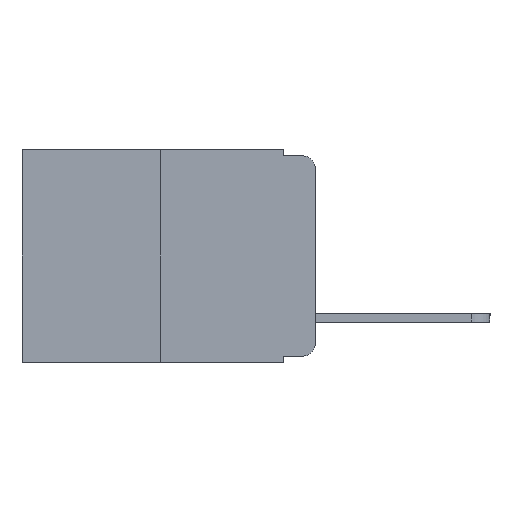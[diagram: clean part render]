
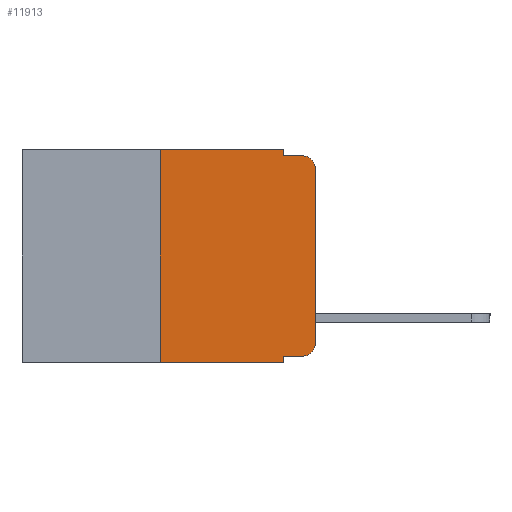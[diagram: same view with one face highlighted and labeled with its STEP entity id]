
A CAD part, left-side view. The second image highlights one B-rep face of the part: STEP entity #11913.
In plain terms, the highlighted planar face has unit normal (-1, 0, 0).
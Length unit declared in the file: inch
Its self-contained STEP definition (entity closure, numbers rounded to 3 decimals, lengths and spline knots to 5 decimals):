
#50 = LINE ( 'NONE', #438, #7906 ) ;
#81 = ORIENTED_EDGE ( 'NONE', *, *, #2604, .F. ) ;
#182 = PLANE ( 'NONE',  #12268 ) ;
#408 = ORIENTED_EDGE ( 'NONE', *, *, #5012, .T. ) ;
#438 = CARTESIAN_POINT ( 'NONE',  ( 0., 0.473, -0.343 ) ) ;
#801 = LINE ( 'NONE', #6501, #3712 ) ;
#808 = VECTOR ( 'NONE', #9903, 39.37008 ) ;
#906 = EDGE_LOOP ( 'NONE', ( #12065, #2082, #7332, #9848, #2395, #81, #2710, #7939, #10428, #408 ) ) ;
#934 = LINE ( 'NONE', #8298, #5872 ) ;
#1181 = CARTESIAN_POINT ( 'NONE',  ( 0., 0.25, 0. ) ) ;
#1193 = CARTESIAN_POINT ( 'NONE',  ( 0., 0.473, 0. ) ) ;
#1532 = VERTEX_POINT ( 'NONE', #11960 ) ;
#1716 = CIRCLE ( 'NONE', #3861, 0.02 ) ;
#2082 = ORIENTED_EDGE ( 'NONE', *, *, #12124, .T. ) ;
#2122 = CARTESIAN_POINT ( 'NONE',  ( 0., 0.051, 0. ) ) ;
#2152 = DIRECTION ( 'NONE',  ( 0., 0., -1. ) ) ;
#2395 = ORIENTED_EDGE ( 'NONE', *, *, #5652, .F. ) ;
#2526 = CARTESIAN_POINT ( 'NONE',  ( 0., 0.051, -0.333 ) ) ;
#2604 = EDGE_CURVE ( 'NONE', #8776, #9896, #4722, .T. ) ;
#2710 = ORIENTED_EDGE ( 'NONE', *, *, #10265, .T. ) ;
#3076 = DIRECTION ( 'NONE',  ( 0., 0., 1. ) ) ;
#3546 = VERTEX_POINT ( 'NONE', #8136 ) ;
#3712 = VECTOR ( 'NONE', #3879, 39.37008 ) ;
#3723 = VERTEX_POINT ( 'NONE', #8681 ) ;
#3792 = VERTEX_POINT ( 'NONE', #5044 ) ;
#3861 = AXIS2_PLACEMENT_3D ( 'NONE', #7487, #5664, #5813 ) ;
#3879 = DIRECTION ( 'NONE',  ( 0., 0., -1. ) ) ;
#3903 = LINE ( 'NONE', #2526, #6236 ) ;
#4252 = DIRECTION ( 'NONE',  ( 0., -1., 0. ) ) ;
#4610 = EDGE_CURVE ( 'NONE', #5494, #3723, #801, .T. ) ;
#4722 = LINE ( 'NONE', #5040, #5030 ) ;
#4806 = VECTOR ( 'NONE', #5978, 39.37008 ) ;
#5012 = EDGE_CURVE ( 'NONE', #1532, #3546, #1716, .T. ) ;
#5030 = VECTOR ( 'NONE', #3076, 39.37008 ) ;
#5040 = CARTESIAN_POINT ( 'NONE',  ( 0., 0.25, 0. ) ) ;
#5044 = CARTESIAN_POINT ( 'NONE',  ( 0., 0.051, 0. ) ) ;
#5449 = CARTESIAN_POINT ( 'NONE',  ( 0., 0.02, -0.03 ) ) ;
#5457 = FACE_OUTER_BOUND ( 'NONE', #906, .T. ) ;
#5494 = VERTEX_POINT ( 'NONE', #5985 ) ;
#5652 = EDGE_CURVE ( 'NONE', #9896, #3792, #9913, .T. ) ;
#5664 = DIRECTION ( 'NONE',  ( -1., 0., 0. ) ) ;
#5707 = CARTESIAN_POINT ( 'NONE',  ( 0., 0.473, 0. ) ) ;
#5813 = DIRECTION ( 'NONE',  ( 0., 0., -1. ) ) ;
#5872 = VECTOR ( 'NONE', #9707, 39.37008 ) ;
#5978 = DIRECTION ( 'NONE',  ( 0., -1., 0. ) ) ;
#5985 = CARTESIAN_POINT ( 'NONE',  ( 0., 0.051, -0.333 ) ) ;
#6236 = VECTOR ( 'NONE', #7481, 39.37008 ) ;
#6425 = CARTESIAN_POINT ( 'NONE',  ( 0., 0., -0.03 ) ) ;
#6427 = DIRECTION ( 'NONE',  ( 0., 0., -1. ) ) ;
#6501 = CARTESIAN_POINT ( 'NONE',  ( 0., 0.051, 0. ) ) ;
#6959 = EDGE_CURVE ( 'NONE', #3546, #7280, #934, .T. ) ;
#7280 = VERTEX_POINT ( 'NONE', #6425 ) ;
#7332 = ORIENTED_EDGE ( 'NONE', *, *, #9997, .F. ) ;
#7481 = DIRECTION ( 'NONE',  ( 0., -1., 0. ) ) ;
#7487 = CARTESIAN_POINT ( 'NONE',  ( 0., 0.02, -0.313 ) ) ;
#7906 = VECTOR ( 'NONE', #11081, 39.37008 ) ;
#7939 = ORIENTED_EDGE ( 'NONE', *, *, #4610, .F. ) ;
#8049 = DIRECTION ( 'NONE',  ( 1., 0., 0. ) ) ;
#8057 = VECTOR ( 'NONE', #4252, 39.37008 ) ;
#8136 = CARTESIAN_POINT ( 'NONE',  ( 0., 0., -0.313 ) ) ;
#8261 = CARTESIAN_POINT ( 'NONE',  ( 0., 0.25, -0.343 ) ) ;
#8298 = CARTESIAN_POINT ( 'NONE',  ( 0., 0., 0. ) ) ;
#8351 = LINE ( 'NONE', #11941, #8057 ) ;
#8487 = CIRCLE ( 'NONE', #8878, 0.02 ) ;
#8681 = CARTESIAN_POINT ( 'NONE',  ( 0., 0.051, -0.343 ) ) ;
#8776 = VERTEX_POINT ( 'NONE', #8261 ) ;
#8878 = AXIS2_PLACEMENT_3D ( 'NONE', #5449, #12121, #6427 ) ;
#9134 = VERTEX_POINT ( 'NONE', #10683 ) ;
#9707 = DIRECTION ( 'NONE',  ( 0., 0., 1. ) ) ;
#9848 = ORIENTED_EDGE ( 'NONE', *, *, #11271, .F. ) ;
#9889 = CARTESIAN_POINT ( 'NONE',  ( 0., 0.02, -0.01 ) ) ;
#9896 = VERTEX_POINT ( 'NONE', #1181 ) ;
#9903 = DIRECTION ( 'NONE',  ( 0., 0., -1. ) ) ;
#9913 = LINE ( 'NONE', #5707, #4806 ) ;
#9997 = EDGE_CURVE ( 'NONE', #9134, #11897, #8351, .T. ) ;
#10156 = EDGE_CURVE ( 'NONE', #5494, #1532, #3903, .T. ) ;
#10265 = EDGE_CURVE ( 'NONE', #8776, #3723, #50, .T. ) ;
#10428 = ORIENTED_EDGE ( 'NONE', *, *, #10156, .T. ) ;
#10683 = CARTESIAN_POINT ( 'NONE',  ( 0., 0.051, -0.01 ) ) ;
#11081 = DIRECTION ( 'NONE',  ( 0., -1., 0. ) ) ;
#11117 = LINE ( 'NONE', #2122, #808 ) ;
#11271 = EDGE_CURVE ( 'NONE', #3792, #9134, #11117, .T. ) ;
#11897 = VERTEX_POINT ( 'NONE', #9889 ) ;
#11913 = ADVANCED_FACE ( 'NONE', ( #5457 ), #182, .F. ) ;
#11941 = CARTESIAN_POINT ( 'NONE',  ( 0., 0.051, -0.01 ) ) ;
#11960 = CARTESIAN_POINT ( 'NONE',  ( 0., 0.02, -0.333 ) ) ;
#12065 = ORIENTED_EDGE ( 'NONE', *, *, #6959, .T. ) ;
#12121 = DIRECTION ( 'NONE',  ( -1., 0., 0. ) ) ;
#12124 = EDGE_CURVE ( 'NONE', #7280, #11897, #8487, .T. ) ;
#12268 = AXIS2_PLACEMENT_3D ( 'NONE', #1193, #8049, #2152 ) ;
